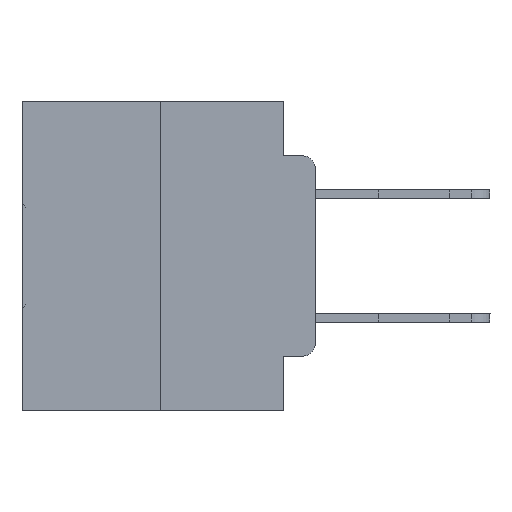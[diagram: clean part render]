
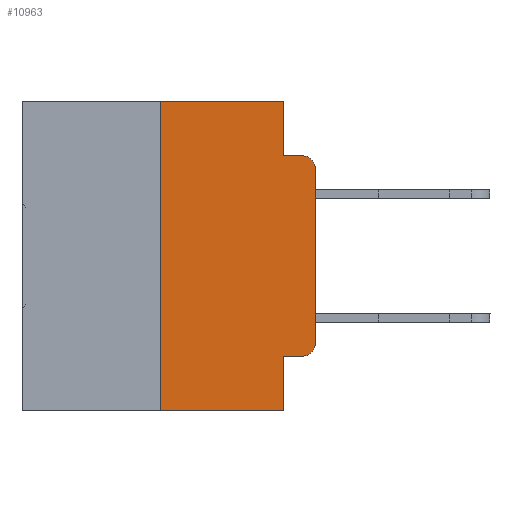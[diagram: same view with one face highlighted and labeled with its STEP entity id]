
A CAD part, left-side view. The second image highlights one B-rep face of the part: STEP entity #10963.
In plain terms, the highlighted planar face has unit normal (-1, 0, 0).
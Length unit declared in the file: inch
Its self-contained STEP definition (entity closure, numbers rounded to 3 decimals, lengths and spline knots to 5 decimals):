
#1100 = EDGE_CURVE ( 'NONE', #16590, #21955, #22279, .T. ) ;
#1138 = CIRCLE ( 'NONE', #30870, 0.02 ) ;
#1453 = DIRECTION ( 'NONE',  ( 0., 0., -1. ) ) ;
#1484 = ORIENTED_EDGE ( 'NONE', *, *, #12930, .F. ) ;
#1599 = EDGE_CURVE ( 'NONE', #10494, #5232, #11027, .T. ) ;
#2741 = DIRECTION ( 'NONE',  ( 0., -1., 0. ) ) ;
#4236 = CARTESIAN_POINT ( 'NONE',  ( 0., 0., 0. ) ) ;
#4465 = CARTESIAN_POINT ( 'NONE',  ( 0., 0.051, 0. ) ) ;
#4719 = EDGE_CURVE ( 'NONE', #12060, #26357, #1138, .T. ) ;
#4907 = ORIENTED_EDGE ( 'NONE', *, *, #28026, .F. ) ;
#5232 = VERTEX_POINT ( 'NONE', #7997 ) ;
#5496 = VECTOR ( 'NONE', #14717, 39.37008 ) ;
#5946 = VECTOR ( 'NONE', #18927, 39.37008 ) ;
#7057 = CARTESIAN_POINT ( 'NONE',  ( 0., 0.473, 0. ) ) ;
#7391 = VECTOR ( 'NONE', #28727, 39.37008 ) ;
#7609 = DIRECTION ( 'NONE',  ( 0., -1., 0. ) ) ;
#7997 = CARTESIAN_POINT ( 'NONE',  ( 0., 0.02, -0.4115 ) ) ;
#8318 = VECTOR ( 'NONE', #2741, 39.37008 ) ;
#8760 = ORIENTED_EDGE ( 'NONE', *, *, #13867, .T. ) ;
#9128 = ORIENTED_EDGE ( 'NONE', *, *, #15029, .T. ) ;
#9514 = DIRECTION ( 'NONE',  ( 0., 0., -1. ) ) ;
#10088 = CARTESIAN_POINT ( 'NONE',  ( 0., 0.25, -0.5 ) ) ;
#10494 = VERTEX_POINT ( 'NONE', #22997 ) ;
#10963 = ADVANCED_FACE ( 'NONE', ( #16980 ), #29350, .F. ) ;
#10974 = VECTOR ( 'NONE', #26356, 39.37008 ) ;
#11027 = LINE ( 'NONE', #12263, #24947 ) ;
#11612 = CARTESIAN_POINT ( 'NONE',  ( 0., 0.051, -0.0885 ) ) ;
#12060 = VERTEX_POINT ( 'NONE', #31549 ) ;
#12247 = CARTESIAN_POINT ( 'NONE',  ( 0., 0.25, 0. ) ) ;
#12263 = CARTESIAN_POINT ( 'NONE',  ( 0., 0.051, -0.4115 ) ) ;
#12904 = ORIENTED_EDGE ( 'NONE', *, *, #1599, .T. ) ;
#12930 = EDGE_CURVE ( 'NONE', #21955, #26357, #16845, .T. ) ;
#13480 = ORIENTED_EDGE ( 'NONE', *, *, #4719, .T. ) ;
#13867 = EDGE_CURVE ( 'NONE', #16120, #19153, #27224, .T. ) ;
#14717 = DIRECTION ( 'NONE',  ( 0., 0., 1. ) ) ;
#14766 = CARTESIAN_POINT ( 'NONE',  ( 0., 0.473, 0. ) ) ;
#14819 = AXIS2_PLACEMENT_3D ( 'NONE', #25943, #28755, #1453 ) ;
#15029 = EDGE_CURVE ( 'NONE', #5232, #19951, #18390, .T. ) ;
#15671 = CARTESIAN_POINT ( 'NONE',  ( 0., 0.051, 0. ) ) ;
#15698 = VECTOR ( 'NONE', #9514, 39.37008 ) ;
#16120 = VERTEX_POINT ( 'NONE', #10088 ) ;
#16590 = VERTEX_POINT ( 'NONE', #15671 ) ;
#16845 = LINE ( 'NONE', #11612, #8318 ) ;
#16980 = FACE_OUTER_BOUND ( 'NONE', #26373, .T. ) ;
#17911 = CARTESIAN_POINT ( 'NONE',  ( 0., 0.02, -0.0885 ) ) ;
#18390 = CIRCLE ( 'NONE', #14819, 0.02 ) ;
#18886 = CARTESIAN_POINT ( 'NONE',  ( 0., 0.473, -0.5 ) ) ;
#18927 = DIRECTION ( 'NONE',  ( 0., 0., -1. ) ) ;
#19153 = VERTEX_POINT ( 'NONE', #24918 ) ;
#19328 = CARTESIAN_POINT ( 'NONE',  ( 0., 0.051, 0. ) ) ;
#19951 = VERTEX_POINT ( 'NONE', #30839 ) ;
#20175 = EDGE_CURVE ( 'NONE', #26660, #16590, #26586, .T. ) ;
#20359 = VECTOR ( 'NONE', #21952, 39.37008 ) ;
#20610 = ORIENTED_EDGE ( 'NONE', *, *, #1100, .F. ) ;
#20626 = LINE ( 'NONE', #4465, #5946 ) ;
#21952 = DIRECTION ( 'NONE',  ( 0., -1., 0. ) ) ;
#21955 = VERTEX_POINT ( 'NONE', #24189 ) ;
#22279 = LINE ( 'NONE', #19328, #15698 ) ;
#22852 = LINE ( 'NONE', #4236, #7391 ) ;
#22997 = CARTESIAN_POINT ( 'NONE',  ( 0., 0.051, -0.4115 ) ) ;
#23130 = EDGE_CURVE ( 'NONE', #19951, #12060, #22852, .T. ) ;
#23662 = LINE ( 'NONE', #12247, #5496 ) ;
#24189 = CARTESIAN_POINT ( 'NONE',  ( 0., 0.051, -0.0885 ) ) ;
#24491 = DIRECTION ( 'NONE',  ( 1., 0., 0. ) ) ;
#24918 = CARTESIAN_POINT ( 'NONE',  ( 0., 0.051, -0.5 ) ) ;
#24947 = VECTOR ( 'NONE', #7609, 39.37008 ) ;
#25943 = CARTESIAN_POINT ( 'NONE',  ( 0., 0.02, -0.3915 ) ) ;
#26357 = VERTEX_POINT ( 'NONE', #17911 ) ;
#26356 = DIRECTION ( 'NONE',  ( 0., -1., 0. ) ) ;
#26373 = EDGE_LOOP ( 'NONE', ( #27759, #13480, #1484, #20610, #27434, #28596, #8760, #4907, #12904, #9128 ) ) ;
#26586 = LINE ( 'NONE', #7057, #20359 ) ;
#26660 = VERTEX_POINT ( 'NONE', #28728 ) ;
#26993 = DIRECTION ( 'NONE',  ( 0., 0., -1. ) ) ;
#27224 = LINE ( 'NONE', #18886, #10974 ) ;
#27434 = ORIENTED_EDGE ( 'NONE', *, *, #20175, .F. ) ;
#27759 = ORIENTED_EDGE ( 'NONE', *, *, #23130, .T. ) ;
#27799 = AXIS2_PLACEMENT_3D ( 'NONE', #14766, #24491, #26993 ) ;
#28026 = EDGE_CURVE ( 'NONE', #10494, #19153, #20626, .T. ) ;
#28596 = ORIENTED_EDGE ( 'NONE', *, *, #30071, .F. ) ;
#28727 = DIRECTION ( 'NONE',  ( 0., 0., 1. ) ) ;
#28728 = CARTESIAN_POINT ( 'NONE',  ( 0., 0.25, 0. ) ) ;
#28755 = DIRECTION ( 'NONE',  ( -1., 0., 0. ) ) ;
#29067 = DIRECTION ( 'NONE',  ( 0., 0., -1. ) ) ;
#29350 = PLANE ( 'NONE',  #27799 ) ;
#29472 = CARTESIAN_POINT ( 'NONE',  ( 0., 0.02, -0.1085 ) ) ;
#30071 = EDGE_CURVE ( 'NONE', #16120, #26660, #23662, .T. ) ;
#30839 = CARTESIAN_POINT ( 'NONE',  ( 0., 0., -0.3915 ) ) ;
#30870 = AXIS2_PLACEMENT_3D ( 'NONE', #29472, #31666, #29067 ) ;
#31549 = CARTESIAN_POINT ( 'NONE',  ( 0., 0., -0.1085 ) ) ;
#31666 = DIRECTION ( 'NONE',  ( -1., 0., 0. ) ) ;
